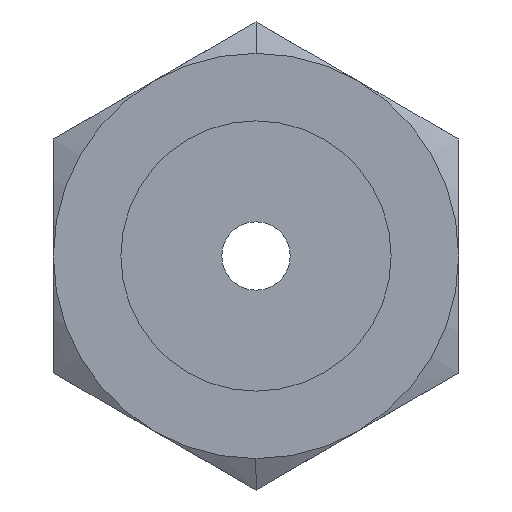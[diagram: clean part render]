
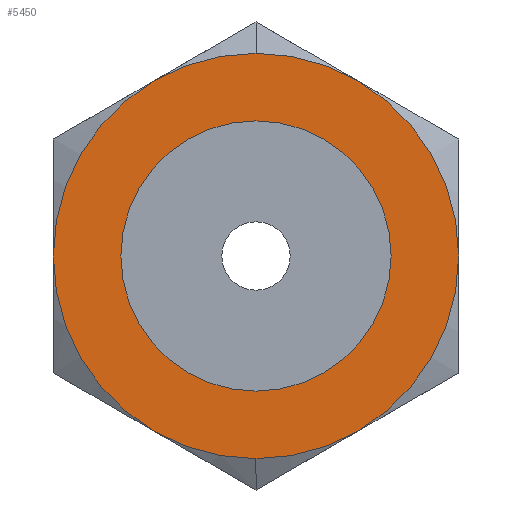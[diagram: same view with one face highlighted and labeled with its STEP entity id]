
A CAD part, left-side view. The second image highlights one B-rep face of the part: STEP entity #5450.
In plain terms, the highlighted planar face has unit normal (-1, 0, 0).
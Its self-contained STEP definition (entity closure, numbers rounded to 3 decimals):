
#28 = DIRECTION ( 'NONE',  ( 1., 0., 0. ) ) ;
#344 = CARTESIAN_POINT ( 'NONE',  ( 0., 0., 0. ) ) ;
#361 = DIRECTION ( 'NONE',  ( 0., 0., 1. ) ) ;
#500 = CARTESIAN_POINT ( 'NONE',  ( 0., 0., -9.525 ) ) ;
#826 = AXIS2_PLACEMENT_3D ( 'NONE', #6060, #7686, #361 ) ;
#926 = VERTEX_POINT ( 'NONE', #1175 ) ;
#989 = EDGE_CURVE ( 'NONE', #5336, #9376, #1161, .T. ) ;
#1110 = PLANE ( 'NONE',  #7456 ) ;
#1161 = CIRCLE ( 'NONE', #826, 9.525 ) ;
#1175 = CARTESIAN_POINT ( 'NONE',  ( 0., 0., -14.285 ) ) ;
#2522 = DIRECTION ( 'NONE',  ( 0., 0., -1. ) ) ;
#2680 = DIRECTION ( 'NONE',  ( 0., 0., 1. ) ) ;
#2745 = EDGE_CURVE ( 'NONE', #926, #5370, #5726, .T. ) ;
#3289 = CARTESIAN_POINT ( 'NONE',  ( 0., 0., 0. ) ) ;
#4357 = ORIENTED_EDGE ( 'NONE', *, *, #5657, .T. ) ;
#4551 = CIRCLE ( 'NONE', #4903, 14.285 ) ;
#4882 = CARTESIAN_POINT ( 'NONE',  ( 0., 0., 9.525 ) ) ;
#4903 = AXIS2_PLACEMENT_3D ( 'NONE', #5493, #9555, #10418 ) ;
#5336 = VERTEX_POINT ( 'NONE', #4882 ) ;
#5370 = VERTEX_POINT ( 'NONE', #7370 ) ;
#5450 = ADVANCED_FACE ( 'NONE', ( #9529, #6054 ), #1110, .T. ) ;
#5493 = CARTESIAN_POINT ( 'NONE',  ( 0., 0., 0. ) ) ;
#5657 = EDGE_CURVE ( 'NONE', #9376, #5336, #5890, .T. ) ;
#5726 = CIRCLE ( 'NONE', #6600, 14.285 ) ;
#5890 = CIRCLE ( 'NONE', #6581, 9.525 ) ;
#6054 = FACE_OUTER_BOUND ( 'NONE', #9036, .T. ) ;
#6060 = CARTESIAN_POINT ( 'NONE',  ( 0., 0., 0. ) ) ;
#6227 = DIRECTION ( 'NONE',  ( -1., 0., 0. ) ) ;
#6581 = AXIS2_PLACEMENT_3D ( 'NONE', #3289, #28, #2522 ) ;
#6600 = AXIS2_PLACEMENT_3D ( 'NONE', #344, #7611, #9288 ) ;
#6835 = EDGE_LOOP ( 'NONE', ( #4357, #10157 ) ) ;
#7345 = EDGE_CURVE ( 'NONE', #5370, #926, #4551, .T. ) ;
#7370 = CARTESIAN_POINT ( 'NONE',  ( 0., 0., 14.285 ) ) ;
#7456 = AXIS2_PLACEMENT_3D ( 'NONE', #8714, #6227, #2680 ) ;
#7611 = DIRECTION ( 'NONE',  ( 1., 0., 0. ) ) ;
#7686 = DIRECTION ( 'NONE',  ( 1., 0., 0. ) ) ;
#8714 = CARTESIAN_POINT ( 'NONE',  ( 0., 0., 7.143 ) ) ;
#9024 = ORIENTED_EDGE ( 'NONE', *, *, #2745, .F. ) ;
#9036 = EDGE_LOOP ( 'NONE', ( #9830, #9024 ) ) ;
#9288 = DIRECTION ( 'NONE',  ( 0., 0., -1. ) ) ;
#9376 = VERTEX_POINT ( 'NONE', #500 ) ;
#9529 = FACE_BOUND ( 'NONE', #6835, .T. ) ;
#9555 = DIRECTION ( 'NONE',  ( 1., 0., 0. ) ) ;
#9830 = ORIENTED_EDGE ( 'NONE', *, *, #7345, .F. ) ;
#10157 = ORIENTED_EDGE ( 'NONE', *, *, #989, .T. ) ;
#10418 = DIRECTION ( 'NONE',  ( 0., 0., 1. ) ) ;
